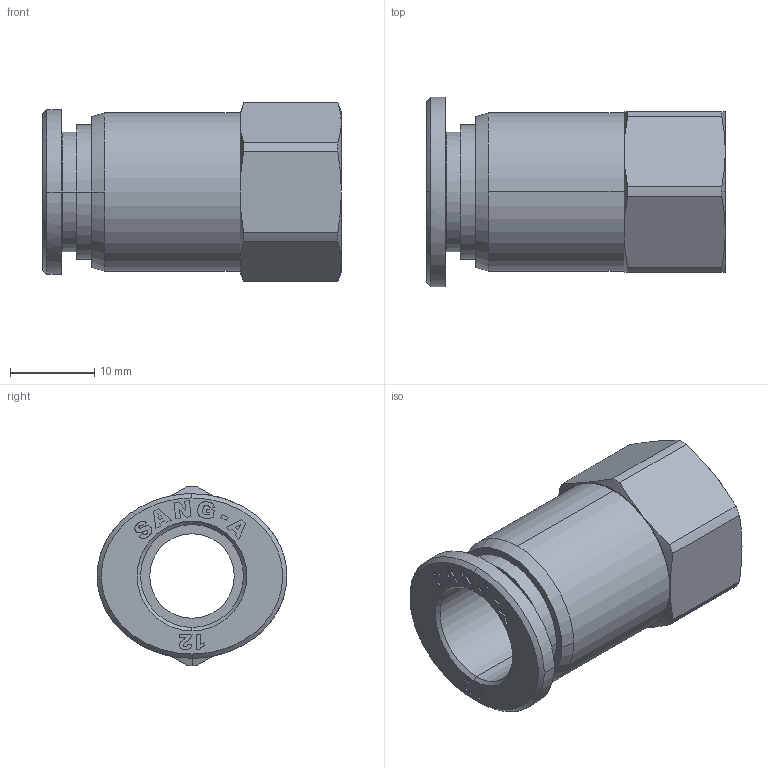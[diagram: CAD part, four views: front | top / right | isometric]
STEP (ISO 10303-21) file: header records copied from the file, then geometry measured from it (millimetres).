
FILE_DESCRIPTION (( 'STEP AP214' ), '1' );
FILE_NAME ('PCF12-G02.stp', '2015-09-24T08:14:12', ( '' ), ( '' ), 'SwSTEP 2.0', 'SolidWorks 2015', '' );
FILE_SCHEMA (( 'AUTOMOTIVE_DESIGN' ));
Length unit declared in the file: millimetre
Products named in the file (2): PCF12-G02; ｦ+ﾃｦ1
Assembly tree (1 placements, depth 2):
  PCF12-G02
    ｦ+ﾃｦ1
Bounding box: 35.4 x 22.5 x 21.3 mm (x, y, z)
Volume: 6113.3 mm3; surface area: 4184.7 mm2
Topology: 1 solids, 1 shells, 397 faces, 1120 edges, 741 vertices
Faces by surface type: plane 346, cone 24, cylinder 18, bspline 9
Entity records: 13893 total; most frequent: CARTESIAN_POINT 3130, ORIENTED_EDGE 2240, DIRECTION 1925, EDGE_CURVE 1120, VECTOR 1007, LINE 1007, VERTEX_POINT 741, AXIS2_PLACEMENT_3D 459
